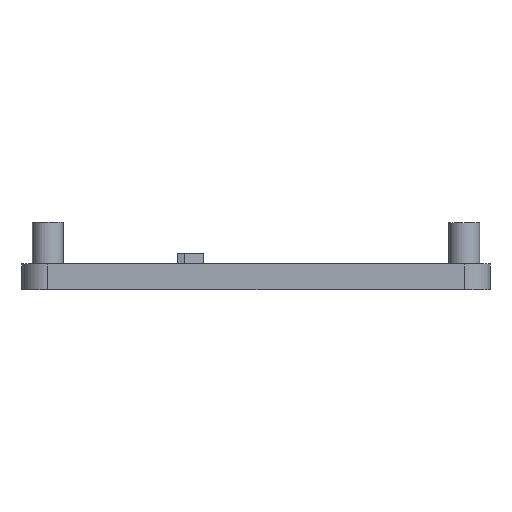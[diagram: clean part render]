
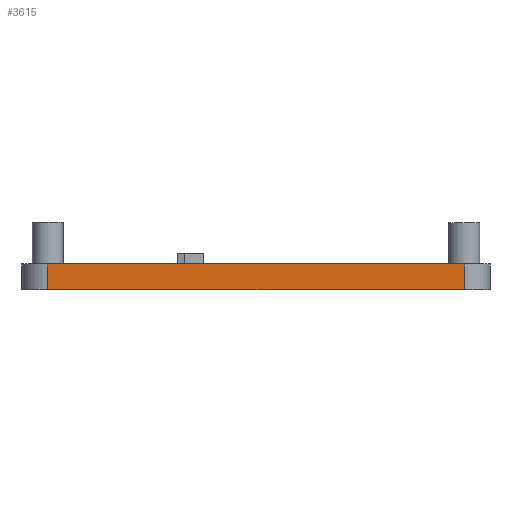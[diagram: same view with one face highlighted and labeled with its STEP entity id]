
A CAD part, left-side view. The second image highlights one B-rep face of the part: STEP entity #3615.
In plain terms, the highlighted planar face has unit normal (-1, 0, 0).
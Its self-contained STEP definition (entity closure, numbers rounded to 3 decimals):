
#285=PLANE('',#3841);
#469=FACE_OUTER_BOUND('',#682,.T.);
#682=EDGE_LOOP('',(#3290,#3291,#3292,#3293));
#709=LINE('',#4671,#1068);
#714=LINE('',#4688,#1073);
#811=LINE('',#5142,#1170);
#1058=LINE('',#6431,#1417);
#1068=VECTOR('',#3870,10.);
#1073=VECTOR('',#3885,10.);
#1170=VECTOR('',#4054,10.);
#1417=VECTOR('',#4611,10.);
#1500=VERTEX_POINT('',#4668);
#1501=VERTEX_POINT('',#4670);
#1508=VERTEX_POINT('',#4686);
#1664=VERTEX_POINT('',#5140);
#1846=EDGE_CURVE('',#1500,#1501,#709,.T.);
#1855=EDGE_CURVE('',#1508,#1500,#714,.T.);
#2016=EDGE_CURVE('',#1664,#1508,#811,.T.);
#2346=EDGE_CURVE('',#1501,#1664,#1058,.T.);
#3290=ORIENTED_EDGE('',*,*,#1846,.F.);
#3291=ORIENTED_EDGE('',*,*,#1855,.F.);
#3292=ORIENTED_EDGE('',*,*,#2016,.F.);
#3293=ORIENTED_EDGE('',*,*,#2346,.F.);
#3615=ADVANCED_FACE('',(#469),#285,.T.);
#3841=AXIS2_PLACEMENT_3D('',#6430,#4609,#4610);
#3870=DIRECTION('',(0.,0.,-1.));
#3885=DIRECTION('',(0.,-1.,0.));
#4054=DIRECTION('',(0.,0.,1.));
#4609=DIRECTION('center_axis',(-1.,0.,0.));
#4610=DIRECTION('ref_axis',(0.,-1.,0.));
#4611=DIRECTION('',(0.,1.,0.));
#4668=CARTESIAN_POINT('',(-15.,-46.75,5.));
#4670=CARTESIAN_POINT('',(-15.,-46.75,0.));
#4671=CARTESIAN_POINT('',(-15.,-46.75,0.));
#4686=CARTESIAN_POINT('',(-15.,34.25,5.));
#4688=CARTESIAN_POINT('',(-15.,-51.75,5.));
#5140=CARTESIAN_POINT('',(-15.,34.25,0.));
#5142=CARTESIAN_POINT('',(-15.,34.25,0.));
#6430=CARTESIAN_POINT('Origin',(-15.,39.25,0.));
#6431=CARTESIAN_POINT('',(-15.,-51.75,0.));
